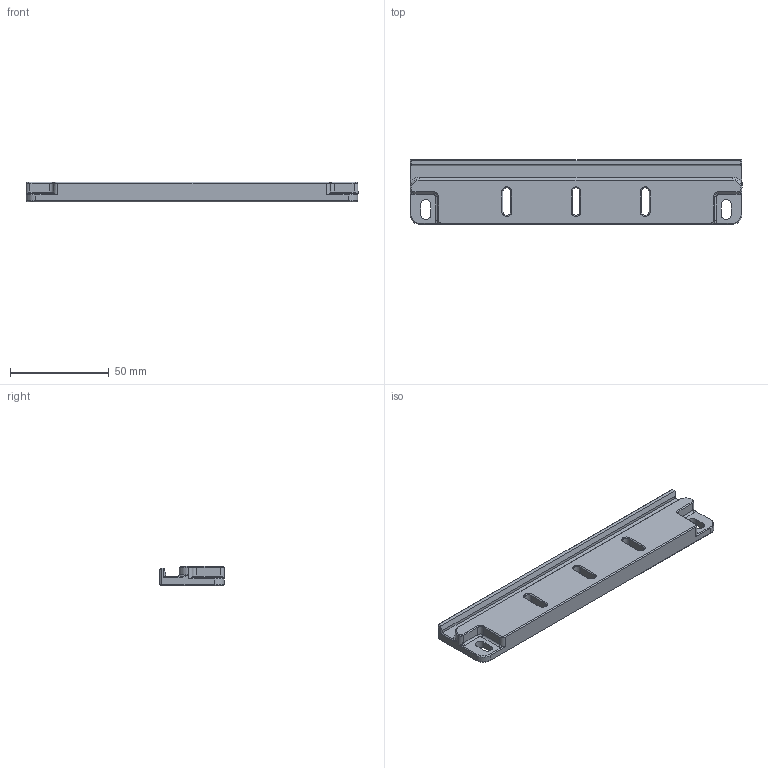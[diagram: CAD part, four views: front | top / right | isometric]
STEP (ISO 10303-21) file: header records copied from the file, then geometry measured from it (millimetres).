
FILE_DESCRIPTION (( 'STEP AP203' ), '1' );
FILE_NAME ('10394-Rear_Hinge_Polycarbonate_Shelf-RevC-4xWide.STEP', '2023-08-17T18:29:43', ( '' ), ( '' ), 'SwSTEP 2.0', 'SolidWorks 2022', '' );
FILE_SCHEMA (( 'CONFIG_CONTROL_DESIGN' ));
Length unit declared in the file: millimetre
Products named in the file (1): 10394-Rear_Hinge_Polycarbonate_Shelf-RevC-4xWide
Bounding box: 168.4 x 32.85 x 10 mm (x, y, z)
Volume: 43781.5 mm3; surface area: 16431.9 mm2
Topology: 1 solids, 1 shells, 135 faces, 321 edges, 186 vertices
Faces by surface type: plane 62, cone 34, cylinder 29, torus 8, bspline 2
Entity records: 4256 total; most frequent: CARTESIAN_POINT 1061, DIRECTION 667, ORIENTED_EDGE 638, EDGE_CURVE 319, AXIS2_PLACEMENT_3D 234, VECTOR 199, LINE 199, VERTEX_POINT 186
